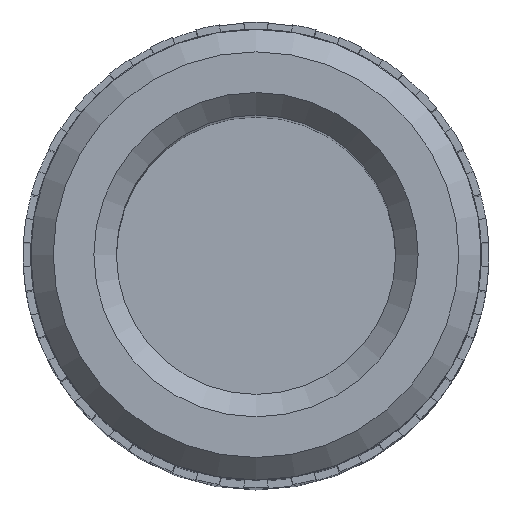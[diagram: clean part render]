
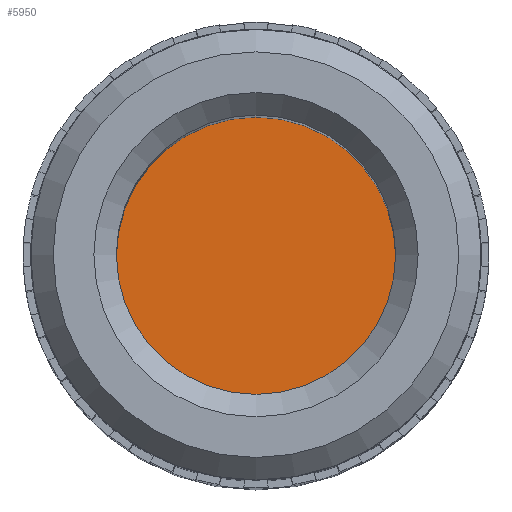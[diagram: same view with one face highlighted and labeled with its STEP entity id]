
A CAD part, top view. The second image highlights one B-rep face of the part: STEP entity #5950.
In plain terms, the highlighted planar face has unit normal (0, 0, 1).
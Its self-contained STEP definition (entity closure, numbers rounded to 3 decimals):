
#5910 = VERTEX_POINT('',#5911);
#5911 = CARTESIAN_POINT('',(1.8,0.,7.7));
#5917 = EDGE_CURVE('',#5910,#5910,#5918,.T.);
#5918 = CIRCLE('',#5919,1.8);
#5919 = AXIS2_PLACEMENT_3D('',#5920,#5921,#5922);
#5920 = CARTESIAN_POINT('',(0.,0.,7.7));
#5921 = DIRECTION('',(0.,0.,1.));
#5922 = DIRECTION('',(1.,0.,0.));
#5950 = ADVANCED_FACE('',(#5951),#5954,.T.);
#5951 = FACE_BOUND('',#5952,.T.);
#5952 = EDGE_LOOP('',(#5953));
#5953 = ORIENTED_EDGE('',*,*,#5917,.T.);
#5954 = PLANE('',#5955);
#5955 = AXIS2_PLACEMENT_3D('',#5956,#5957,#5958);
#5956 = CARTESIAN_POINT('',(0.,0.,7.7));
#5957 = DIRECTION('',(0.,0.,1.));
#5958 = DIRECTION('',(0.,1.,0.));
